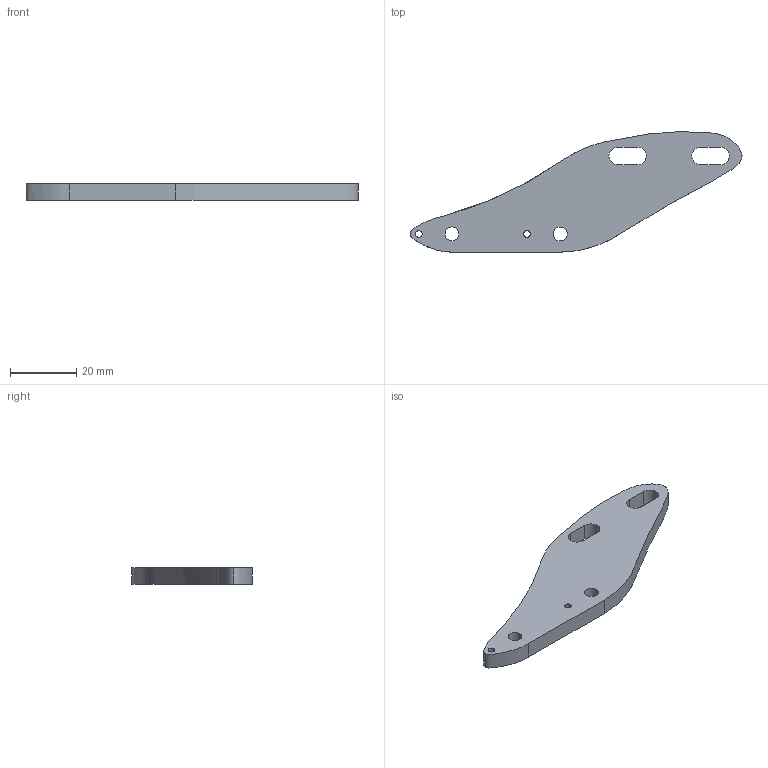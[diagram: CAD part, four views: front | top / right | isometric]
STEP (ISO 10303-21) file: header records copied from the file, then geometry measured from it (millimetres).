
FILE_DESCRIPTION(/* description */ (''),/* implementation_level */ '2;1');
FILE_NAME(/* name */ 'plaque aluminium trinity.step',/* time_stamp */ '2023-06-01T16:29:58+02:00',/* author */ (''),/* organization */ (''),/* preprocessor_version */ 'ST-DEVELOPER v19.2',/* originating_system */ 'Autodesk Translation Framework v12.6.0.85',/* authorisation */ '');
FILE_SCHEMA (('AUTOMOTIVE_DESIGN { 1 0 10303 214 3 1 1 }'));
Length unit declared in the file: millimetre
Products named in the file (1): plaque aluminium trinity
Bounding box: 100.13 x 36.35 x 5 mm (x, y, z)
Volume: 9007.9 mm3; surface area: 5188.9 mm2
Topology: 1 solids, 1 shells, 20 faces, 54 edges, 36 vertices
Faces by surface type: cylinder 8, plane 7, bspline 5
Full cylindrical faces by diameter (mm): 2 x2, 4.2 x2
Entity records: 978 total; most frequent: CARTESIAN_POINT 448, ORIENTED_EDGE 108, DIRECTION 92, EDGE_CURVE 54, VERTEX_POINT 36, EDGE_LOOP 32, AXIS2_PLACEMENT_3D 32, LINE 28
